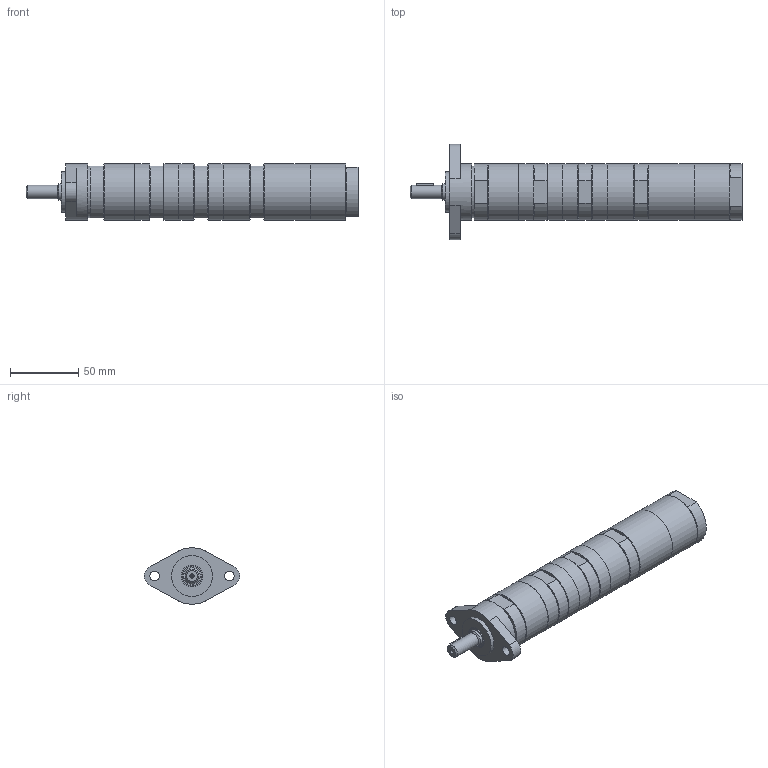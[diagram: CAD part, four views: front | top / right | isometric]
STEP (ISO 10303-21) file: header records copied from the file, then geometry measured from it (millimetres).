
FILE_DESCRIPTION(/* description */ ('MUD 23-37 A17'),/* implementation_level */ '2;1');
FILE_NAME(/* name */ 'MUD 23-37 A17_60023317.stp',/* time_stamp */ '2023-12-05T10:30:33+01:00',/* author */ ('DSteinicke'),/* organization */ (''),/* preprocessor_version */ 'ST-DEVELOPER v19.2',/* originating_system */ 'Autodesk Inventor 2024',/* authorisation */ '');
FILE_SCHEMA (('AUTOMOTIVE_DESIGN { 1 0 10303 214 3 1 1 }'));
Length unit declared in the file: millimetre
Products named in the file (1): 60023317
Bounding box: 243.7 x 69.94 x 41.5 mm (x, y, z)
Volume: 292817.7 mm3; surface area: 35877.6 mm2
Topology: 1 solids, 1 shells, 183 faces, 448 edges, 282 vertices
Faces by surface type: plane 109, cylinder 35, cone 32, bspline 7
Full cylindrical faces by diameter (mm): 1.6 x1, 7 x2, 10 x1, 11.445 x3, 12 x1, 16 x1, 30 x1, 37.99 x2, 41.5 x9
Entity records: 5635 total; most frequent: CARTESIAN_POINT 1100, ORIENTED_EDGE 894, DIRECTION 878, EDGE_CURVE 447, AXIS2_PLACEMENT_3D 304, VERTEX_POINT 282, LINE 270, VECTOR 270
